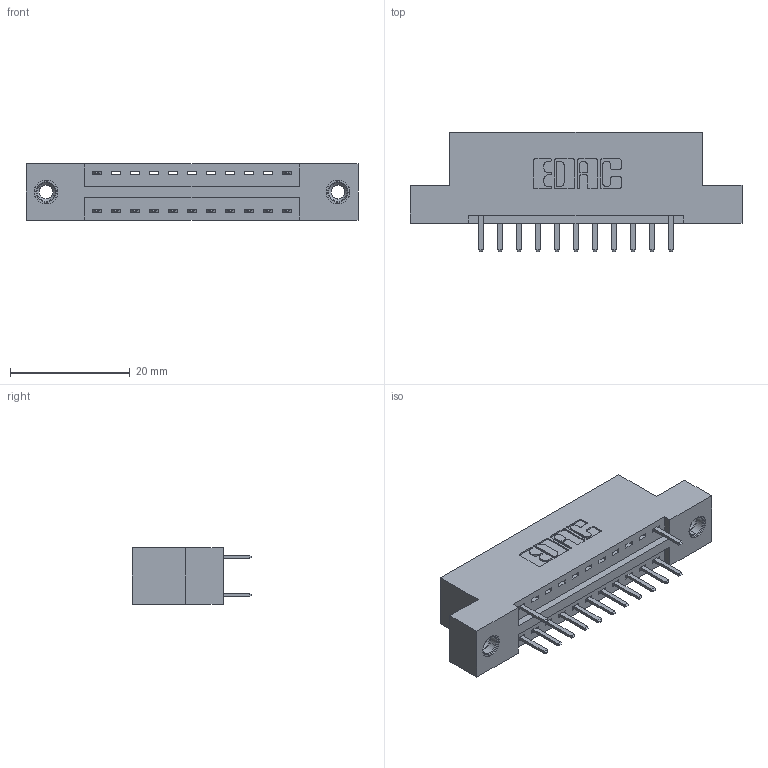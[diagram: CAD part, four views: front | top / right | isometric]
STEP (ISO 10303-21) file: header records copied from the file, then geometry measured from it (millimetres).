
FILE_DESCRIPTION (( 'STEP AP203' ), '1' );
FILE_NAME ('346-022-520-208.STEP', '2018-08-20T23:42:41', ( '' ), ( '' ), 'SwSTEP 2.0', 'SolidWorks 2016', '' );
FILE_SCHEMA (( 'CONFIG_CONTROL_DESIGN' ));
Length unit declared in the file: inch
Products named in the file (4): 345-250-001_345-250-003-102; 346-022-520-208; 346 Part_Flush Mounting Lugs - 0.156 Dia-TI; 345-292-001_345-293-120
Assembly tree (16 placements, depth 2):
  346-022-520-208
    346 Part_Flush Mounting Lugs - 0.156 Dia-TI
    345-292-001_345-293-120  x13
    345-250-001_345-250-003-102  x2
Bounding box: 55.5 x 20.02 x 9.4 mm (x, y, z)
Volume: 5077.9 mm3; surface area: 6032.2 mm2
Topology: 16 solids, 16 shells, 964 faces, 2773 edges, 1806 vertices
Faces by surface type: plane 634, cylinder 314, cone 12, torus 4
Entity records: 12364 total; most frequent: CARTESIAN_POINT 2114, ORIENTED_EDGE 2038, DIRECTION 1919, EDGE_CURVE 1019, VECTOR 819, LINE 819, VERTEX_POINT 672, AXIS2_PLACEMENT_3D 550
